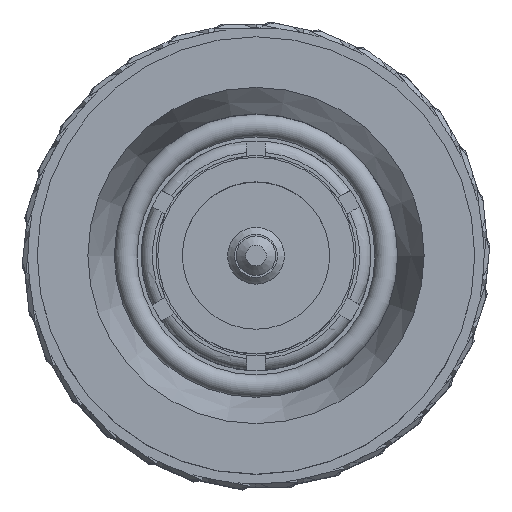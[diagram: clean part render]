
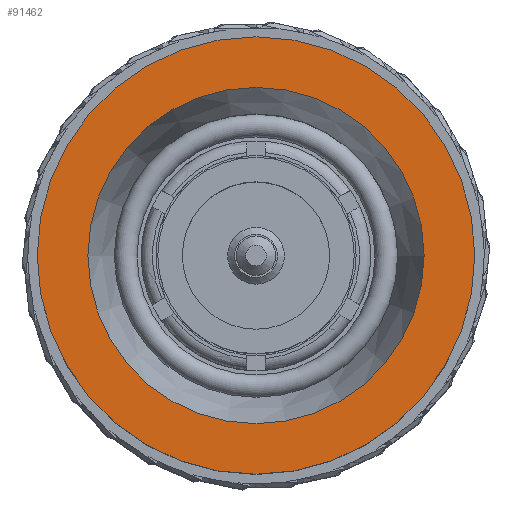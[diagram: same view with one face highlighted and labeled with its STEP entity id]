
A CAD part, top view. The second image highlights one B-rep face of the part: STEP entity #91462.
In plain terms, the highlighted face is planar.
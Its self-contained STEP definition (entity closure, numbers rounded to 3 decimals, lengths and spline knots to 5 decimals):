
#2486=FACE_BOUND('',#14565,.T.);
#2716=CIRCLE('',#99757,0.2225);
#2729=CIRCLE('',#99784,0.2895);
#9064=FACE_OUTER_BOUND('',#14564,.T.);
#14564=EDGE_LOOP('',(#70304));
#14565=EDGE_LOOP('',(#70305));
#37331=VERTEX_POINT('',#147171);
#37348=VERTEX_POINT('',#147230);
#48460=EDGE_CURVE('',#37331,#37331,#2716,.T.);
#48489=EDGE_CURVE('',#37348,#37348,#2729,.T.);
#70304=ORIENTED_EDGE('',*,*,#48489,.T.);
#70305=ORIENTED_EDGE('',*,*,#48460,.T.);
#82160=PLANE('',#99785);
#91462=ADVANCED_FACE('',(#9064,#2486),#82160,.T.);
#99757=AXIS2_PLACEMENT_3D('',#147172,#122066,#122067);
#99784=AXIS2_PLACEMENT_3D('',#147232,#122136,#122137);
#99785=AXIS2_PLACEMENT_3D('',#147233,#122138,#122139);
#122066=DIRECTION('center_axis',(0.,0.,1.));
#122067=DIRECTION('ref_axis',(1.,0.,0.));
#122136=DIRECTION('center_axis',(0.,0.,-1.));
#122137=DIRECTION('ref_axis',(-1.,0.,0.));
#122138=DIRECTION('center_axis',(0.,0.,-1.));
#122139=DIRECTION('ref_axis',(-1.,0.,0.));
#147171=CARTESIAN_POINT('',(-0.2225,0.,0.));
#147172=CARTESIAN_POINT('Origin',(0.,0.,0.));
#147230=CARTESIAN_POINT('',(0.2895,0.,0.));
#147232=CARTESIAN_POINT('Origin',(0.,0.,0.));
#147233=CARTESIAN_POINT('Origin',(0.,0.,0.));
